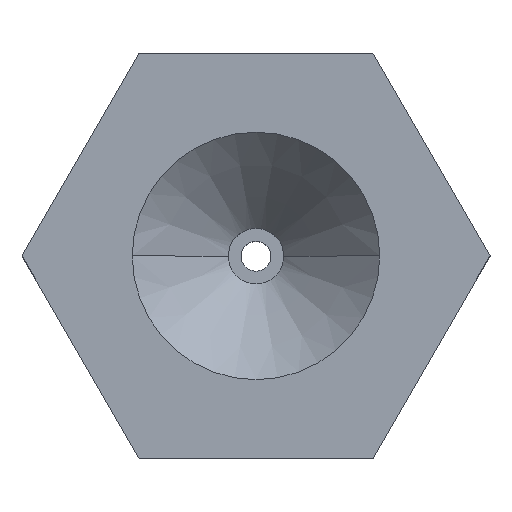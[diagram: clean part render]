
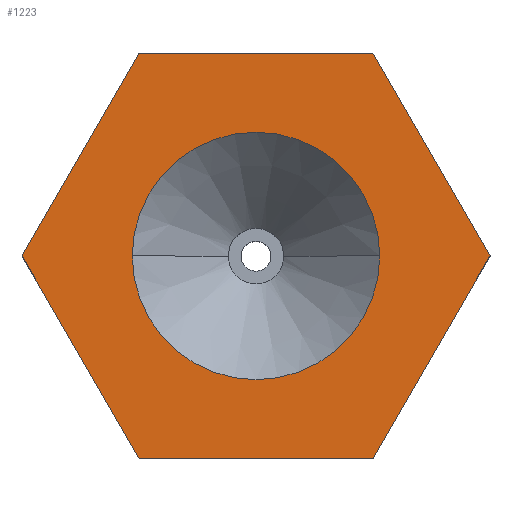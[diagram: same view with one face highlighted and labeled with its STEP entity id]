
A CAD part, top view. The second image highlights one B-rep face of the part: STEP entity #1223.
In plain terms, the highlighted planar face has unit normal (0, 0, 1).
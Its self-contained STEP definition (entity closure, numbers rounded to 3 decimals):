
#19 = CARTESIAN_POINT ( 'NONE',  ( -2.9, 0., 7. ) ) ;
#36 = EDGE_CURVE ( 'NONE', #1548, #1793, #2158, .T. ) ;
#57 = EDGE_CURVE ( 'NONE', #609, #215, #1376, .T. ) ;
#182 = VECTOR ( 'NONE', #292, 1000. ) ;
#191 = ORIENTED_EDGE ( 'NONE', *, *, #1902, .T. ) ;
#215 = VERTEX_POINT ( 'NONE', #19 ) ;
#220 = AXIS2_PLACEMENT_3D ( 'NONE', #1828, #1137, #979 ) ;
#259 = VECTOR ( 'NONE', #1458, 1000. ) ;
#292 = DIRECTION ( 'NONE',  ( -0.5, -0.866, 0. ) ) ;
#300 = DIRECTION ( 'NONE',  ( -0.5, 0.866, 0. ) ) ;
#301 = PLANE ( 'NONE',  #220 ) ;
#325 = CIRCLE ( 'NONE', #1651, 2.9 ) ;
#373 = CARTESIAN_POINT ( 'NONE',  ( 2.742, 4.75, 7. ) ) ;
#394 = DIRECTION ( 'NONE',  ( 1., 0., 0. ) ) ;
#437 = DIRECTION ( 'NONE',  ( 1., 0., 0. ) ) ;
#464 = CARTESIAN_POINT ( 'NONE',  ( -5.485, 0., 7. ) ) ;
#465 = EDGE_CURVE ( 'NONE', #1793, #1988, #1098, .T. ) ;
#483 = LINE ( 'NONE', #1351, #1263 ) ;
#547 = LINE ( 'NONE', #1272, #1510 ) ;
#609 = VERTEX_POINT ( 'NONE', #1662 ) ;
#623 = CARTESIAN_POINT ( 'NONE',  ( -2.742, -4.75, 7. ) ) ;
#805 = CARTESIAN_POINT ( 'NONE',  ( 5.485, 0., 7. ) ) ;
#912 = ORIENTED_EDGE ( 'NONE', *, *, #57, .T. ) ;
#979 = DIRECTION ( 'NONE',  ( 1., 0., 0. ) ) ;
#1072 = ORIENTED_EDGE ( 'NONE', *, *, #36, .T. ) ;
#1081 = EDGE_LOOP ( 'NONE', ( #912, #2204 ) ) ;
#1098 = LINE ( 'NONE', #373, #2023 ) ;
#1103 = CARTESIAN_POINT ( 'NONE',  ( 2.742, -4.75, 7. ) ) ;
#1114 = ORIENTED_EDGE ( 'NONE', *, *, #1222, .T. ) ;
#1137 = DIRECTION ( 'NONE',  ( 0., 0., 1. ) ) ;
#1158 = EDGE_LOOP ( 'NONE', ( #1072, #2009, #1114, #191, #1261, #2162 ) ) ;
#1192 = EDGE_CURVE ( 'NONE', #2124, #1726, #483, .T. ) ;
#1222 = EDGE_CURVE ( 'NONE', #1988, #1816, #1514, .T. ) ;
#1223 = ADVANCED_FACE ( 'NONE', ( #1481, #2172 ), #301, .T. ) ;
#1261 = ORIENTED_EDGE ( 'NONE', *, *, #1192, .T. ) ;
#1263 = VECTOR ( 'NONE', #437, 1000. ) ;
#1272 = CARTESIAN_POINT ( 'NONE',  ( -5.485, 0., 7. ) ) ;
#1351 = CARTESIAN_POINT ( 'NONE',  ( -2.742, -4.75, 7. ) ) ;
#1376 = CIRCLE ( 'NONE', #1415, 2.9 ) ;
#1415 = AXIS2_PLACEMENT_3D ( 'NONE', #1644, #2202, #2180 ) ;
#1420 = LINE ( 'NONE', #1103, #259 ) ;
#1458 = DIRECTION ( 'NONE',  ( 0.5, 0.866, 0. ) ) ;
#1481 = FACE_BOUND ( 'NONE', #1081, .T. ) ;
#1485 = CARTESIAN_POINT ( 'NONE',  ( 2.742, 4.75, 7. ) ) ;
#1491 = CARTESIAN_POINT ( 'NONE',  ( -2.742, 4.75, 7. ) ) ;
#1510 = VECTOR ( 'NONE', #2115, 1000. ) ;
#1514 = LINE ( 'NONE', #1491, #182 ) ;
#1548 = VERTEX_POINT ( 'NONE', #1915 ) ;
#1644 = CARTESIAN_POINT ( 'NONE',  ( 0., 0., 7. ) ) ;
#1651 = AXIS2_PLACEMENT_3D ( 'NONE', #1957, #1944, #394 ) ;
#1662 = CARTESIAN_POINT ( 'NONE',  ( 2.9, 0., 7. ) ) ;
#1726 = VERTEX_POINT ( 'NONE', #1960 ) ;
#1774 = CARTESIAN_POINT ( 'NONE',  ( -2.742, 4.75, 7. ) ) ;
#1793 = VERTEX_POINT ( 'NONE', #1485 ) ;
#1816 = VERTEX_POINT ( 'NONE', #464 ) ;
#1828 = CARTESIAN_POINT ( 'NONE',  ( 0., 0., 7. ) ) ;
#1888 = EDGE_CURVE ( 'NONE', #1726, #1548, #1420, .T. ) ;
#1902 = EDGE_CURVE ( 'NONE', #1816, #2124, #547, .T. ) ;
#1915 = CARTESIAN_POINT ( 'NONE',  ( 5.485, 0., 7. ) ) ;
#1944 = DIRECTION ( 'NONE',  ( 0., 0., -1. ) ) ;
#1957 = CARTESIAN_POINT ( 'NONE',  ( 0., 0., 7. ) ) ;
#1960 = CARTESIAN_POINT ( 'NONE',  ( 2.742, -4.75, 7. ) ) ;
#1988 = VERTEX_POINT ( 'NONE', #1774 ) ;
#2009 = ORIENTED_EDGE ( 'NONE', *, *, #465, .T. ) ;
#2012 = EDGE_CURVE ( 'NONE', #215, #609, #325, .T. ) ;
#2023 = VECTOR ( 'NONE', #2109, 1000. ) ;
#2109 = DIRECTION ( 'NONE',  ( -1., 0., 0. ) ) ;
#2115 = DIRECTION ( 'NONE',  ( 0.5, -0.866, 0. ) ) ;
#2124 = VERTEX_POINT ( 'NONE', #623 ) ;
#2131 = VECTOR ( 'NONE', #300, 1000. ) ;
#2158 = LINE ( 'NONE', #805, #2131 ) ;
#2162 = ORIENTED_EDGE ( 'NONE', *, *, #1888, .T. ) ;
#2172 = FACE_OUTER_BOUND ( 'NONE', #1158, .T. ) ;
#2180 = DIRECTION ( 'NONE',  ( 1., 0., 0. ) ) ;
#2202 = DIRECTION ( 'NONE',  ( 0., 0., -1. ) ) ;
#2204 = ORIENTED_EDGE ( 'NONE', *, *, #2012, .T. ) ;
